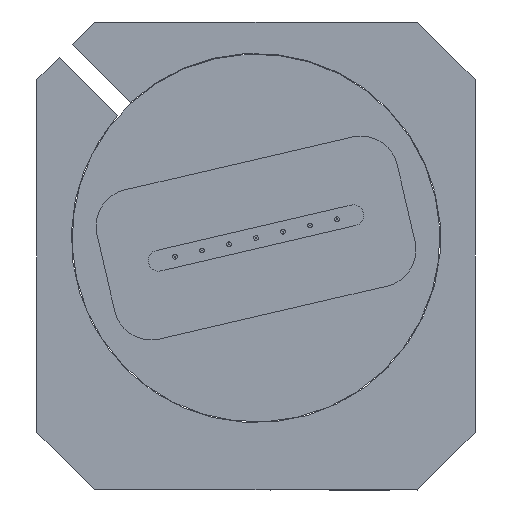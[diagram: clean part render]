
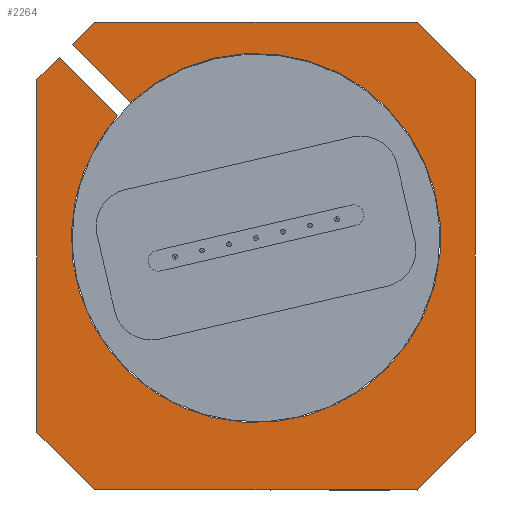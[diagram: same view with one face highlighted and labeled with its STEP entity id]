
A CAD part, front view. The second image highlights one B-rep face of the part: STEP entity #2264.
In plain terms, the highlighted planar face has unit normal (0, -1, 0).
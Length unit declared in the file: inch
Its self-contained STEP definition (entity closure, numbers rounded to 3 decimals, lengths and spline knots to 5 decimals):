
#143=LINE('',#3701,#321);
#147=LINE('',#3710,#325);
#149=LINE('',#3717,#327);
#152=LINE('',#3723,#330);
#153=LINE('',#3725,#331);
#154=LINE('',#3727,#332);
#155=LINE('',#3729,#333);
#156=LINE('',#3731,#334);
#157=LINE('',#3733,#335);
#158=LINE('',#3735,#336);
#159=LINE('',#3736,#337);
#321=VECTOR('',#3092,0.3937);
#325=VECTOR('',#3098,0.3937);
#327=VECTOR('',#3108,0.3937);
#330=VECTOR('',#3113,0.3937);
#331=VECTOR('',#3114,0.3937);
#332=VECTOR('',#3115,0.3937);
#333=VECTOR('',#3116,0.3937);
#334=VECTOR('',#3117,0.3937);
#335=VECTOR('',#3118,0.3937);
#336=VECTOR('',#3119,0.3937);
#337=VECTOR('',#3120,0.3937);
#527=PLANE('',#2520);
#658=FACE_OUTER_BOUND('',#826,.T.);
#826=EDGE_LOOP('',(#1886,#1887,#1888,#1889,#1890,#1891,#1892,#1893,#1894,
#1895,#1896,#1897));
#956=CIRCLE('',#2517,1.18);
#1114=VERTEX_POINT('',#3698);
#1115=VERTEX_POINT('',#3700);
#1118=VERTEX_POINT('',#3707);
#1119=VERTEX_POINT('',#3709);
#1120=VERTEX_POINT('',#3716);
#1122=VERTEX_POINT('',#3722);
#1123=VERTEX_POINT('',#3724);
#1124=VERTEX_POINT('',#3726);
#1125=VERTEX_POINT('',#3728);
#1126=VERTEX_POINT('',#3730);
#1127=VERTEX_POINT('',#3732);
#1128=VERTEX_POINT('',#3734);
#1376=EDGE_CURVE('',#1115,#1114,#143,.T.);
#1380=EDGE_CURVE('',#1119,#1118,#147,.T.);
#1382=EDGE_CURVE('',#1118,#1115,#956,.T.);
#1384=EDGE_CURVE('',#1119,#1120,#149,.T.);
#1387=EDGE_CURVE('',#1122,#1114,#152,.T.);
#1388=EDGE_CURVE('',#1122,#1123,#153,.T.);
#1389=EDGE_CURVE('',#1124,#1123,#154,.T.);
#1390=EDGE_CURVE('',#1124,#1125,#155,.T.);
#1391=EDGE_CURVE('',#1126,#1125,#156,.T.);
#1392=EDGE_CURVE('',#1126,#1127,#157,.T.);
#1393=EDGE_CURVE('',#1128,#1127,#158,.T.);
#1394=EDGE_CURVE('',#1128,#1120,#159,.T.);
#1886=ORIENTED_EDGE('',*,*,#1376,.T.);
#1887=ORIENTED_EDGE('',*,*,#1387,.F.);
#1888=ORIENTED_EDGE('',*,*,#1388,.T.);
#1889=ORIENTED_EDGE('',*,*,#1389,.F.);
#1890=ORIENTED_EDGE('',*,*,#1390,.T.);
#1891=ORIENTED_EDGE('',*,*,#1391,.F.);
#1892=ORIENTED_EDGE('',*,*,#1392,.T.);
#1893=ORIENTED_EDGE('',*,*,#1393,.F.);
#1894=ORIENTED_EDGE('',*,*,#1394,.T.);
#1895=ORIENTED_EDGE('',*,*,#1384,.F.);
#1896=ORIENTED_EDGE('',*,*,#1380,.T.);
#1897=ORIENTED_EDGE('',*,*,#1382,.T.);
#2264=ADVANCED_FACE('',(#658),#527,.F.);
#2517=AXIS2_PLACEMENT_3D('',#3713,#3102,#3103);
#2520=AXIS2_PLACEMENT_3D('',#3721,#3111,#3112);
#3092=DIRECTION('',(-0.707,0.,0.707));
#3098=DIRECTION('',(0.707,0.,-0.707));
#3102=DIRECTION('center_axis',(0.,1.,0.));
#3103=DIRECTION('ref_axis',(1.,0.,0.));
#3108=DIRECTION('',(0.707,0.,0.707));
#3111=DIRECTION('center_axis',(0.,1.,0.));
#3112=DIRECTION('ref_axis',(-1.,0.,0.));
#3113=DIRECTION('',(0.707,0.,0.707));
#3114=DIRECTION('',(0.,0.,-1.));
#3115=DIRECTION('',(-0.707,0.,0.707));
#3116=DIRECTION('',(1.,0.,0.));
#3117=DIRECTION('',(-0.707,0.,-0.707));
#3118=DIRECTION('',(0.,0.,1.));
#3119=DIRECTION('',(0.707,0.,-0.707));
#3120=DIRECTION('',(-1.,0.,0.));
#3698=CARTESIAN_POINT('',(-1.51871,0.24182,0.84426));
#3700=CARTESIAN_POINT('',(-1.14652,0.24182,0.47208));
#3701=CARTESIAN_POINT('',(-0.88746,0.24182,0.21301));
#3707=CARTESIAN_POINT('',(-1.06495,0.24182,0.55561));
#3709=CARTESIAN_POINT('',(-1.43615,0.24182,0.92682));
#3710=CARTESIAN_POINT('',(-0.8049,0.24182,0.29557));
#3713=CARTESIAN_POINT('Origin',(-0.26252,0.24182,-0.30955));
#3716=CARTESIAN_POINT('',(-1.29252,0.24182,1.07045));
#3717=CARTESIAN_POINT('',(-1.50127,0.24182,0.8617));
#3721=CARTESIAN_POINT('Origin',(-0.26252,0.24182,-0.42455));
#3722=CARTESIAN_POINT('',(-1.66252,0.24182,0.70045));
#3723=CARTESIAN_POINT('',(-1.50127,0.24182,0.8617));
#3724=CARTESIAN_POINT('',(-1.66252,0.24182,-1.54955));
#3725=CARTESIAN_POINT('',(-1.66252,0.24182,1.07045));
#3726=CARTESIAN_POINT('',(-1.29252,0.24182,-1.91955));
#3727=CARTESIAN_POINT('',(-1.50127,0.24182,-1.7108));
#3728=CARTESIAN_POINT('',(0.76748,0.24182,-1.91955));
#3729=CARTESIAN_POINT('',(-1.66252,0.24182,-1.91955));
#3730=CARTESIAN_POINT('',(1.13748,0.24182,-1.54955));
#3731=CARTESIAN_POINT('',(0.97623,0.24182,-1.7108));
#3732=CARTESIAN_POINT('',(1.13748,0.24182,0.70045));
#3733=CARTESIAN_POINT('',(1.13748,0.24182,-1.91955));
#3734=CARTESIAN_POINT('',(0.76748,0.24182,1.07045));
#3735=CARTESIAN_POINT('',(0.97623,0.24182,0.8617));
#3736=CARTESIAN_POINT('',(1.13748,0.24182,1.07045));
